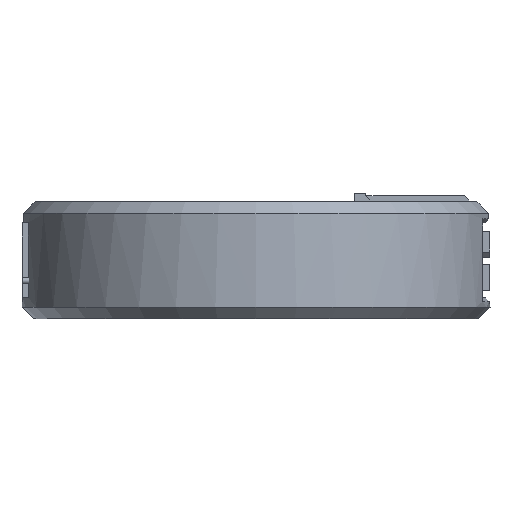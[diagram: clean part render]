
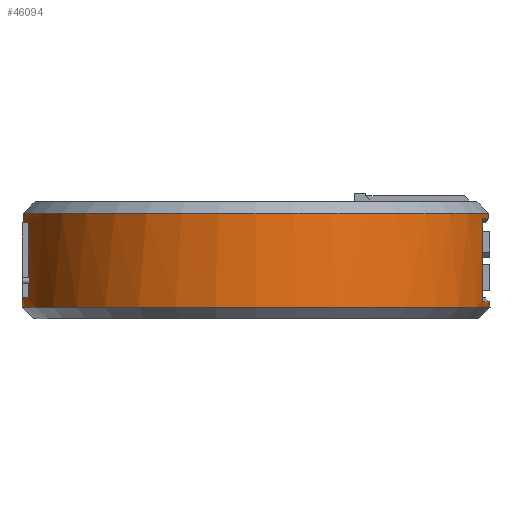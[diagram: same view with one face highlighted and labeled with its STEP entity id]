
A CAD part, left-side view. The second image highlights one B-rep face of the part: STEP entity #46094.
In plain terms, the highlighted cylindrical face has radius 30 mm (diameter 60 mm), a full revolution.
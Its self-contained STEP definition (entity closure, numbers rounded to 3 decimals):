
#508=B_SPLINE_CURVE_WITH_KNOTS('',3,(#78149,#78150,#78151,#78152),
 .UNSPECIFIED.,.F.,.F.,(4,4),(0.,0.),.UNSPECIFIED.);
#510=B_SPLINE_CURVE_WITH_KNOTS('',3,(#78170,#78171,#78172,#78173),
 .UNSPECIFIED.,.F.,.F.,(4,4),(0.086,0.087),
 .UNSPECIFIED.);
#511=B_SPLINE_CURVE_WITH_KNOTS('',3,(#78189,#78190,#78191,#78192),
 .UNSPECIFIED.,.F.,.F.,(4,4),(0.,0.),.UNSPECIFIED.);
#512=B_SPLINE_CURVE_WITH_KNOTS('',3,(#78203,#78204,#78205,#78206),
 .UNSPECIFIED.,.F.,.F.,(4,4),(0.086,0.087),
 .UNSPECIFIED.);
#1763=CYLINDRICAL_SURFACE('',#49429,30.);
#2530=CIRCLE('',#49430,30.);
#2531=CIRCLE('',#49431,30.);
#2532=CIRCLE('',#49432,30.);
#2533=CIRCLE('',#49433,30.);
#2534=CIRCLE('',#49434,30.);
#2535=CIRCLE('',#49435,30.);
#2536=CIRCLE('',#49436,30.);
#2537=CIRCLE('',#49437,30.);
#2538=CIRCLE('',#49438,30.);
#2539=CIRCLE('',#49439,30.);
#2540=CIRCLE('',#49440,30.);
#4821=FACE_OUTER_BOUND('',#7362,.T.);
#7362=EDGE_LOOP('',(#41145,#41146,#41147,#41148,#41149,#41150,#41151,#41152,
#41153,#41154,#41155,#41156,#41157,#41158,#41159,#41160,#41161,#41162,#41163,
#41164,#41165,#41166,#41167,#41168,#41169));
#12750=LINE('',#78162,#18283);
#12753=LINE('',#78175,#18286);
#12754=LINE('',#78179,#18287);
#12755=LINE('',#78183,#18288);
#12756=LINE('',#78187,#18289);
#12757=LINE('',#78196,#18290);
#12758=LINE('',#78208,#18291);
#12759=LINE('',#78212,#18292);
#12760=LINE('',#78216,#18293);
#18283=VECTOR('',#60592,10.);
#18286=VECTOR('',#60599,10.);
#18287=VECTOR('',#60602,10.);
#18288=VECTOR('',#60605,10.);
#18289=VECTOR('',#60608,10.);
#18290=VECTOR('',#60611,30.);
#18291=VECTOR('',#60618,10.);
#18292=VECTOR('',#60621,10.);
#18293=VECTOR('',#60624,10.);
#22451=VERTEX_POINT('',#78141);
#22452=VERTEX_POINT('',#78148);
#22453=VERTEX_POINT('',#78161);
#22455=VERTEX_POINT('',#78167);
#22456=VERTEX_POINT('',#78169);
#22457=VERTEX_POINT('',#78174);
#22458=VERTEX_POINT('',#78176);
#22459=VERTEX_POINT('',#78178);
#22460=VERTEX_POINT('',#78180);
#22461=VERTEX_POINT('',#78182);
#22462=VERTEX_POINT('',#78184);
#22463=VERTEX_POINT('',#78186);
#22464=VERTEX_POINT('',#78188);
#22465=VERTEX_POINT('',#78193);
#22466=VERTEX_POINT('',#78195);
#22467=VERTEX_POINT('',#78197);
#22468=VERTEX_POINT('',#78200);
#22469=VERTEX_POINT('',#78202);
#22470=VERTEX_POINT('',#78207);
#22471=VERTEX_POINT('',#78209);
#22472=VERTEX_POINT('',#78211);
#22473=VERTEX_POINT('',#78213);
#22474=VERTEX_POINT('',#78215);
#28724=EDGE_CURVE('',#22451,#22452,#508,.T.);
#28726=EDGE_CURVE('',#22452,#22453,#12750,.T.);
#28729=EDGE_CURVE('',#22455,#22451,#2530,.T.);
#28730=EDGE_CURVE('',#22456,#22455,#510,.T.);
#28731=EDGE_CURVE('',#22457,#22456,#12753,.T.);
#28732=EDGE_CURVE('',#22458,#22457,#2531,.T.);
#28733=EDGE_CURVE('',#22459,#22458,#12754,.T.);
#28734=EDGE_CURVE('',#22460,#22459,#2532,.T.);
#28735=EDGE_CURVE('',#22461,#22460,#12755,.T.);
#28736=EDGE_CURVE('',#22462,#22461,#2533,.T.);
#28737=EDGE_CURVE('',#22463,#22462,#12756,.T.);
#28738=EDGE_CURVE('',#22464,#22463,#511,.T.);
#28739=EDGE_CURVE('',#22465,#22464,#2534,.T.);
#28740=EDGE_CURVE('',#22465,#22466,#12757,.T.);
#28741=EDGE_CURVE('',#22467,#22466,#2535,.T.);
#28742=EDGE_CURVE('',#22466,#22467,#2536,.T.);
#28743=EDGE_CURVE('',#22468,#22465,#2537,.T.);
#28744=EDGE_CURVE('',#22469,#22468,#512,.T.);
#28745=EDGE_CURVE('',#22470,#22469,#12758,.T.);
#28746=EDGE_CURVE('',#22470,#22471,#2538,.T.);
#28747=EDGE_CURVE('',#22471,#22472,#12759,.T.);
#28748=EDGE_CURVE('',#22472,#22473,#2539,.T.);
#28749=EDGE_CURVE('',#22473,#22474,#12760,.T.);
#28750=EDGE_CURVE('',#22474,#22453,#2540,.T.);
#41145=ORIENTED_EDGE('',*,*,#28726,.F.);
#41146=ORIENTED_EDGE('',*,*,#28724,.F.);
#41147=ORIENTED_EDGE('',*,*,#28729,.F.);
#41148=ORIENTED_EDGE('',*,*,#28730,.F.);
#41149=ORIENTED_EDGE('',*,*,#28731,.F.);
#41150=ORIENTED_EDGE('',*,*,#28732,.F.);
#41151=ORIENTED_EDGE('',*,*,#28733,.F.);
#41152=ORIENTED_EDGE('',*,*,#28734,.F.);
#41153=ORIENTED_EDGE('',*,*,#28735,.F.);
#41154=ORIENTED_EDGE('',*,*,#28736,.F.);
#41155=ORIENTED_EDGE('',*,*,#28737,.F.);
#41156=ORIENTED_EDGE('',*,*,#28738,.F.);
#41157=ORIENTED_EDGE('',*,*,#28739,.F.);
#41158=ORIENTED_EDGE('',*,*,#28740,.T.);
#41159=ORIENTED_EDGE('',*,*,#28741,.F.);
#41160=ORIENTED_EDGE('',*,*,#28742,.F.);
#41161=ORIENTED_EDGE('',*,*,#28740,.F.);
#41162=ORIENTED_EDGE('',*,*,#28743,.F.);
#41163=ORIENTED_EDGE('',*,*,#28744,.F.);
#41164=ORIENTED_EDGE('',*,*,#28745,.F.);
#41165=ORIENTED_EDGE('',*,*,#28746,.T.);
#41166=ORIENTED_EDGE('',*,*,#28747,.T.);
#41167=ORIENTED_EDGE('',*,*,#28748,.T.);
#41168=ORIENTED_EDGE('',*,*,#28749,.T.);
#41169=ORIENTED_EDGE('',*,*,#28750,.T.);
#46094=ADVANCED_FACE('',(#4821),#1763,.T.);
#49429=AXIS2_PLACEMENT_3D('',#78166,#60595,#60596);
#49430=AXIS2_PLACEMENT_3D('',#78168,#60597,#60598);
#49431=AXIS2_PLACEMENT_3D('',#78177,#60600,#60601);
#49432=AXIS2_PLACEMENT_3D('',#78181,#60603,#60604);
#49433=AXIS2_PLACEMENT_3D('',#78185,#60606,#60607);
#49434=AXIS2_PLACEMENT_3D('',#78194,#60609,#60610);
#49435=AXIS2_PLACEMENT_3D('',#78198,#60612,#60613);
#49436=AXIS2_PLACEMENT_3D('',#78199,#60614,#60615);
#49437=AXIS2_PLACEMENT_3D('',#78201,#60616,#60617);
#49438=AXIS2_PLACEMENT_3D('',#78210,#60619,#60620);
#49439=AXIS2_PLACEMENT_3D('',#78214,#60622,#60623);
#49440=AXIS2_PLACEMENT_3D('',#78217,#60625,#60626);
#60592=DIRECTION('',(0.,0.,-1.));
#60595=DIRECTION('center_axis',(0.,0.,1.));
#60596=DIRECTION('ref_axis',(1.,0.,0.));
#60597=DIRECTION('center_axis',(0.,0.,1.));
#60598=DIRECTION('ref_axis',(-1.,0.,0.));
#60599=DIRECTION('',(0.,0.,1.));
#60600=DIRECTION('center_axis',(0.,0.,
-1.));
#60601=DIRECTION('ref_axis',(1.,0.,0.));
#60602=DIRECTION('',(0.,0.,1.));
#60603=DIRECTION('center_axis',(0.,0.,
1.));
#60604=DIRECTION('ref_axis',(1.,0.,0.));
#60605=DIRECTION('',(0.,0.,-1.));
#60606=DIRECTION('center_axis',(0.,0.,
-1.));
#60607=DIRECTION('ref_axis',(-1.,0.,0.));
#60608=DIRECTION('',(0.,0.,-1.));
#60609=DIRECTION('center_axis',(0.,0.,1.));
#60610=DIRECTION('ref_axis',(-1.,0.,0.));
#60611=DIRECTION('',(0.,0.,-1.));
#60612=DIRECTION('center_axis',(0.,0.,-1.));
#60613=DIRECTION('ref_axis',(-1.,0.,0.));
#60614=DIRECTION('center_axis',(0.,0.,-1.));
#60615=DIRECTION('ref_axis',(-1.,0.,0.));
#60616=DIRECTION('center_axis',(0.,0.,1.));
#60617=DIRECTION('ref_axis',(-1.,0.,0.));
#60618=DIRECTION('',(0.,0.,1.));
#60619=DIRECTION('center_axis',(0.,0.,
1.));
#60620=DIRECTION('ref_axis',(1.,0.,0.));
#60621=DIRECTION('',(0.,0.,-1.));
#60622=DIRECTION('center_axis',(0.,0.,
-1.));
#60623=DIRECTION('ref_axis',(1.,0.,0.));
#60624=DIRECTION('',(0.,0.,1.));
#60625=DIRECTION('center_axis',(0.,0.,
1.));
#60626=DIRECTION('ref_axis',(1.,0.,0.));
#78141=CARTESIAN_POINT('',(3.199,29.829,13.5));
#78148=CARTESIAN_POINT('',(3.198,29.829,13.498));
#78149=CARTESIAN_POINT('Ctrl Pts',(3.199,29.829,13.5));
#78150=CARTESIAN_POINT('Ctrl Pts',(3.198,29.829,13.499));
#78151=CARTESIAN_POINT('Ctrl Pts',(3.198,29.829,13.499));
#78152=CARTESIAN_POINT('Ctrl Pts',(3.198,29.829,13.498));
#78161=CARTESIAN_POINT('',(3.198,29.829,12.3));
#78162=CARTESIAN_POINT('',(3.198,29.829,7.5));
#78166=CARTESIAN_POINT('Origin',(0.,0.,7.5));
#78167=CARTESIAN_POINT('',(3.199,-29.829,13.5));
#78168=CARTESIAN_POINT('Origin',(0.,0.,13.5));
#78169=CARTESIAN_POINT('',(3.198,-29.829,13.498));
#78170=CARTESIAN_POINT('Ctrl Pts',(3.198,-29.829,13.498));
#78171=CARTESIAN_POINT('Ctrl Pts',(3.198,-29.829,13.499));
#78172=CARTESIAN_POINT('Ctrl Pts',(3.198,-29.829,13.499));
#78173=CARTESIAN_POINT('Ctrl Pts',(3.199,-29.829,13.5));
#78174=CARTESIAN_POINT('',(3.198,-29.829,12.8));
#78175=CARTESIAN_POINT('',(3.198,-29.829,7.5));
#78176=CARTESIAN_POINT('',(7.386,-29.077,12.8));
#78177=CARTESIAN_POINT('Origin',(0.,0.,12.8));
#78178=CARTESIAN_POINT('',(7.386,-29.077,2.2));
#78179=CARTESIAN_POINT('',(7.386,-29.077,7.5));
#78180=CARTESIAN_POINT('',(-7.386,-29.077,2.2));
#78181=CARTESIAN_POINT('Origin',(0.,0.,2.2));
#78182=CARTESIAN_POINT('',(-7.386,-29.077,12.8));
#78183=CARTESIAN_POINT('',(-7.386,-29.077,7.5));
#78184=CARTESIAN_POINT('',(-3.198,-29.829,12.8));
#78185=CARTESIAN_POINT('Origin',(0.,0.,12.8));
#78186=CARTESIAN_POINT('',(-3.198,-29.829,13.498));
#78187=CARTESIAN_POINT('',(-3.198,-29.829,7.5));
#78188=CARTESIAN_POINT('',(-3.199,-29.829,13.5));
#78189=CARTESIAN_POINT('Ctrl Pts',(-3.199,-29.829,13.5));
#78190=CARTESIAN_POINT('Ctrl Pts',(-3.198,-29.829,
13.499));
#78191=CARTESIAN_POINT('Ctrl Pts',(-3.198,-29.829,13.499));
#78192=CARTESIAN_POINT('Ctrl Pts',(-3.198,-29.829,
13.498));
#78193=CARTESIAN_POINT('',(-30.,0.,13.5));
#78194=CARTESIAN_POINT('Origin',(0.,0.,13.5));
#78195=CARTESIAN_POINT('',(-30.,0.,1.5));
#78196=CARTESIAN_POINT('',(-30.,0.,7.5));
#78197=CARTESIAN_POINT('',(30.,0.,1.5));
#78198=CARTESIAN_POINT('Origin',(0.,0.,1.5));
#78199=CARTESIAN_POINT('Origin',(0.,0.,1.5));
#78200=CARTESIAN_POINT('',(-3.199,29.829,13.5));
#78201=CARTESIAN_POINT('Origin',(0.,0.,13.5));
#78202=CARTESIAN_POINT('',(-3.198,29.829,13.498));
#78203=CARTESIAN_POINT('Ctrl Pts',(-3.198,29.829,13.498));
#78204=CARTESIAN_POINT('Ctrl Pts',(-3.198,29.829,13.499));
#78205=CARTESIAN_POINT('Ctrl Pts',(-3.198,29.829,13.499));
#78206=CARTESIAN_POINT('Ctrl Pts',(-3.199,29.829,13.5));
#78207=CARTESIAN_POINT('',(-3.198,29.829,12.3));
#78208=CARTESIAN_POINT('',(-3.198,29.829,7.5));
#78209=CARTESIAN_POINT('',(-6.9,29.196,12.3));
#78210=CARTESIAN_POINT('Origin',(0.,0.,12.3));
#78211=CARTESIAN_POINT('',(-6.9,29.196,2.7));
#78212=CARTESIAN_POINT('',(-6.9,29.196,7.5));
#78213=CARTESIAN_POINT('',(6.9,29.196,2.7));
#78214=CARTESIAN_POINT('Origin',(0.,0.,2.7));
#78215=CARTESIAN_POINT('',(6.9,29.196,12.3));
#78216=CARTESIAN_POINT('',(6.9,29.196,7.5));
#78217=CARTESIAN_POINT('Origin',(0.,0.,12.3));
